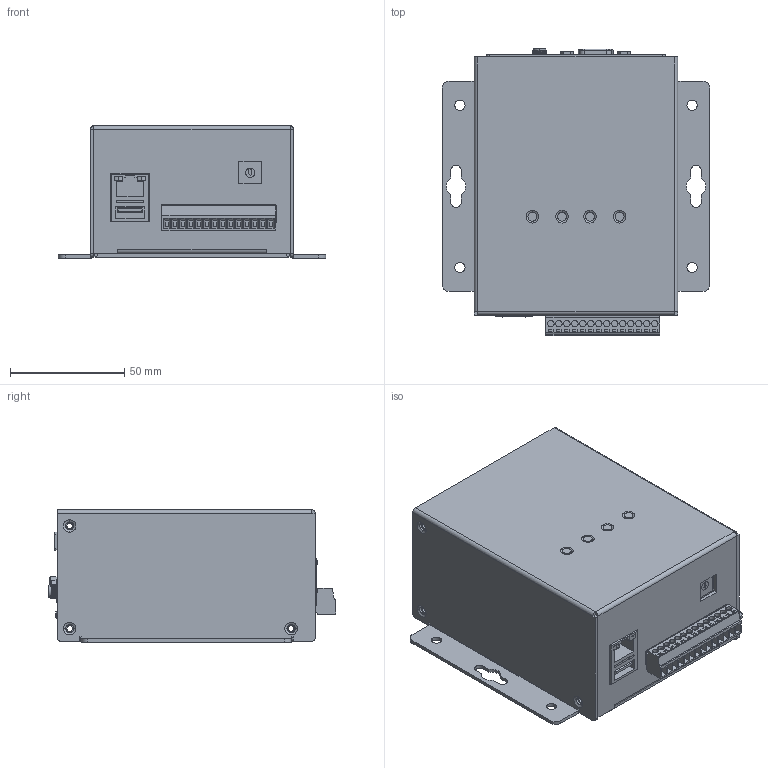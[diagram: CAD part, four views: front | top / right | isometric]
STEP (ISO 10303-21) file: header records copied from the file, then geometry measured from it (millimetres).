
FILE_DESCRIPTION (( 'STEP AP203' ), '1' );
FILE_NAME ('WISE-5231M-3GWA.STEP', '2020-04-09T00:46:05', ( 'Windows 使用者' ), ( '' ), 'SwSTEP 2.0', 'SolidWorks 2019', '' );
FILE_SCHEMA (( 'CONFIG_CONTROL_DESIGN' ));
Length unit declared in the file: millimetre
Products named in the file (23): MS擋板-2; GRP-530-M_U; WP-AM5KBP-01_PCB; XW擋片; MC420-350_14; ME030-35014; 導光柱; WP-5231-3G_PCBUP; MicroSD; WISE-5231M-3GWA; 直徑10mm貼紙; 2DIM-8; WP-5231-3G_PCB; 4SIL1K0000025; RJ-45_USB; WP-5231P-3G_PCB; 2DC15F-90-H3.08B; SMA connector; 2DIM-8-A_91236-0001_MOLEX; 2DIM-8_91228-3001_MOLEX; SD座-3; 箭頭SW_0-F
Assembly tree (25 placements, depth 4):
  WISE-5231M-3GWA
    WP-5231P-3G_PCB
      WP-AM5KBP-01_PCB
      ME030-35014
      MC420-350_14
      RJ-45_USB
      MicroSD
        SD座-3
        MicroSD
      SMA connector
      WP-5231-3G_PCBUP
        WP-5231-3G_PCB
        箭頭SW_0-F
        2DC15F-90-H3.08B
      2DIM-8
        2DIM-8_91228-3001_MOLEX
        2DIM-8-A_91236-0001_MOLEX
    4SIL1K0000025
    GRP-530-M_U
    導光柱  x4
    MS擋板-2
    XW擋片
    直徑10mm貼紙
Bounding box: 117 x 125.98 x 58 mm (x, y, z)
Volume: 115796.9 mm3; surface area: 153625.3 mm2
Topology: 22 solids, 22 shells, 2777 faces, 7125 edges, 4544 vertices
Faces by surface type: plane 2175, cylinder 523, cone 53, bspline 16, torus 10
Entity records: 89007 total; most frequent: CARTESIAN_POINT 18722, ORIENTED_EDGE 14146, DIRECTION 13597, EDGE_CURVE 7073, VECTOR 5921, LINE 5921, VERTEX_POINT 4514, AXIS2_PLACEMENT_3D 3838
